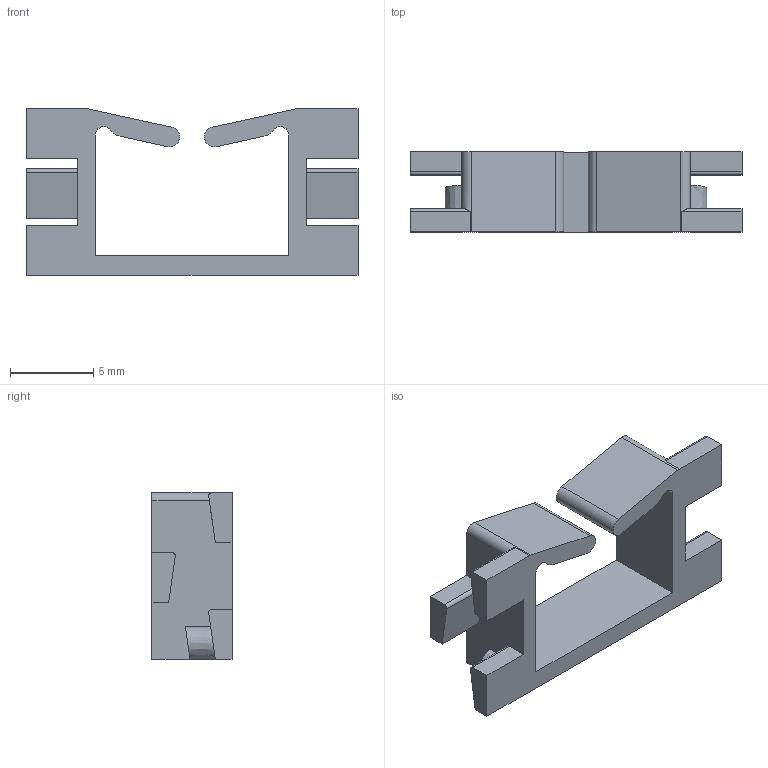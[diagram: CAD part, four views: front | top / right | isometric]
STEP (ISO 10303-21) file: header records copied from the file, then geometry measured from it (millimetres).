
FILE_DESCRIPTION( ( 'Unknown' ), '1' );
FILE_NAME( '500921000.stp', 'Unknown', ( 'Unknown' ), ( 'Unknown' ), 'PSStep 17.0.49', 'Unknown', ' ' );
FILE_SCHEMA( ( 'AUTOMOTIVE_DESIGN { 1 0 10303 214 1 1 1 1 }' ) );
Length unit declared in the file: millimetre
Products named in the file (1): 1
Bounding box: 19.9 x 4.8 x 10 mm (x, y, z)
Volume: 294.7 mm3; surface area: 656.9 mm2
Topology: 1 solids, 1 shells, 52 faces, 148 edges, 98 vertices
Faces by surface type: plane 36, cylinder 14, bspline 2
Entity records: 2236 total; most frequent: CARTESIAN_POINT 445, ORIENTED_EDGE 296, DIRECTION 268, EDGE_CURVE 148, LINE 110, VECTOR 110, VERTEX_POINT 98, AXIS2_PLACEMENT_3D 79
